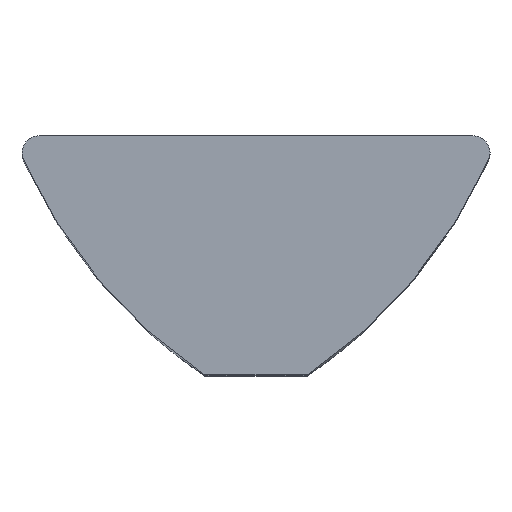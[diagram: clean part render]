
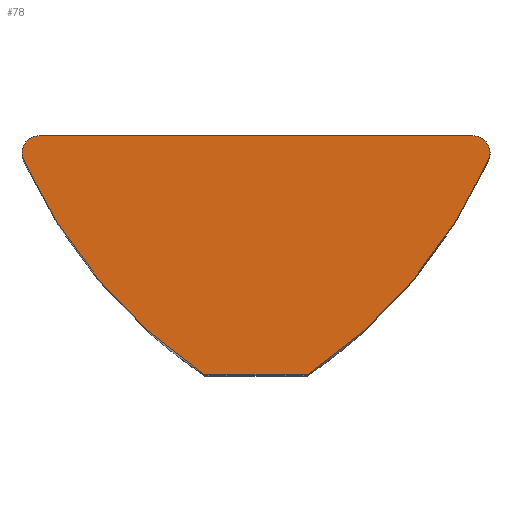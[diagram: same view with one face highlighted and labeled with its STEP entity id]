
A CAD part, top view. The second image highlights one B-rep face of the part: STEP entity #78.
In plain terms, the highlighted planar face has unit normal (0, 0, 1).
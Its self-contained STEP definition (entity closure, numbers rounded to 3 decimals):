
#78=ADVANCED_FACE('NONE',(#158),#159,.F.);
#158=FACE_OUTER_BOUND('',#236,.T.);
#159=PLANE('',#237);
#236=EDGE_LOOP('',(#400,#401,#402,#403,#404,#405,#406,#407));
#237=AXIS2_PLACEMENT_3D('',#408,#409,#410);
#400=ORIENTED_EDGE('',*,*,#521,.T.);
#401=ORIENTED_EDGE('',*,*,#478,.T.);
#402=ORIENTED_EDGE('',*,*,#527,.T.);
#403=ORIENTED_EDGE('',*,*,#530,.T.);
#404=ORIENTED_EDGE('',*,*,#506,.T.);
#405=ORIENTED_EDGE('',*,*,#534,.T.);
#406=ORIENTED_EDGE('',*,*,#539,.T.);
#407=ORIENTED_EDGE('',*,*,#544,.T.);
#408=CARTESIAN_POINT('',(6.35,-0.5,11.0));
#409=DIRECTION('',(-0.0,-0.0,-1.0));
#410=DIRECTION('',(0.0,-1.0,0.0));
#478=EDGE_CURVE('NONE',#560,#564,#566,.T.);
#506=EDGE_CURVE('NONE',#612,#613,#614,.T.);
#521=EDGE_CURVE('NONE',#636,#560,#637,.T.);
#527=EDGE_CURVE('NONE',#564,#644,#646,.T.);
#530=EDGE_CURVE('NONE',#644,#612,#649,.T.);
#534=EDGE_CURVE('NONE',#613,#652,#654,.T.);
#539=EDGE_CURVE('NONE',#652,#659,#661,.T.);
#544=EDGE_CURVE('NONE',#659,#636,#666,.T.);
#560=VERTEX_POINT('',#682);
#564=VERTEX_POINT('NONE',#687);
#566=CIRCLE('',#690,0.5);
#612=VERTEX_POINT('NONE',#776);
#613=VERTEX_POINT('NONE',#777);
#614=CIRCLE('',#778,0.5);
#636=VERTEX_POINT('NONE',#807);
#637=CIRCLE('',#808,0.5);
#644=VERTEX_POINT('NONE',#817);
#646=LINE('',#820,#821);
#649=CIRCLE('',#824,0.5);
#652=VERTEX_POINT('NONE',#827);
#654=CIRCLE('',#830,15.0);
#659=VERTEX_POINT('NONE',#835);
#661=LINE('',#838,#839);
#666=CIRCLE('',#874,15.0);
#682=CARTESIAN_POINT('',(6.85,-0.5,11.0));
#687=CARTESIAN_POINT('',(6.35,0.,11.0));
#690=AXIS2_PLACEMENT_3D('',#893,#894,#895);
#776=CARTESIAN_POINT('',(-6.85,-0.5,11.0));
#777=CARTESIAN_POINT('',(-6.806,-0.705,11.0));
#778=AXIS2_PLACEMENT_3D('',#933,#934,#935);
#807=CARTESIAN_POINT('',(6.806,-0.705,11.0));
#808=AXIS2_PLACEMENT_3D('',#955,#956,#957);
#817=CARTESIAN_POINT('',(-6.35,0.,11.0));
#820=CARTESIAN_POINT('',(6.35,0.,11.0));
#821=VECTOR('',#964,1000.0);
#824=AXIS2_PLACEMENT_3D('',#968,#969,#970);
#827=CARTESIAN_POINT('',(-1.5,-7.0,11.0));
#830=AXIS2_PLACEMENT_3D('',#975,#976,#977);
#835=CARTESIAN_POINT('',(1.5,-7.,11.0));
#838=CARTESIAN_POINT('',(1.5,-7.0,11.0));
#839=VECTOR('',#985,1000.0);
#874=AXIS2_PLACEMENT_3D('',#989,#990,#991);
#893=CARTESIAN_POINT('',(6.35,-0.5,11.0));
#894=DIRECTION('',(0.0,0.0,1.0));
#895=DIRECTION('',(-1.0,0.0,0.0));
#933=CARTESIAN_POINT('',(-6.35,-0.5,11.0));
#934=DIRECTION('',(0.0,0.0,1.0));
#935=DIRECTION('',(1.0,0.0,0.0));
#955=CARTESIAN_POINT('',(6.35,-0.5,11.0));
#956=DIRECTION('',(0.0,0.0,1.0));
#957=DIRECTION('',(-1.0,0.0,0.0));
#964=DIRECTION('',(-1.0,0.,0.0));
#968=CARTESIAN_POINT('',(-6.35,-0.5,11.0));
#969=DIRECTION('',(0.0,0.0,1.0));
#970=DIRECTION('',(1.0,0.0,0.0));
#975=CARTESIAN_POINT('',(6.876,5.444,11.0));
#976=DIRECTION('',(0.0,0.0,1.0));
#977=DIRECTION('',(1.0,0.0,0.0));
#985=DIRECTION('',(1.0,-0.0,-0.0));
#989=CARTESIAN_POINT('',(-6.876,5.444,11.0));
#990=DIRECTION('',(0.0,0.0,1.0));
#991=DIRECTION('',(-1.0,0.0,0.0));
